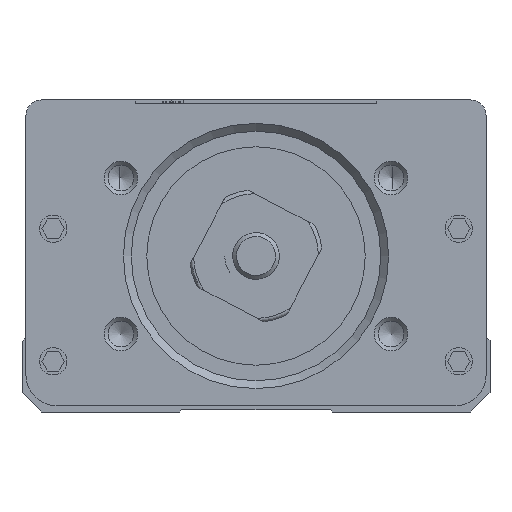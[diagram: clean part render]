
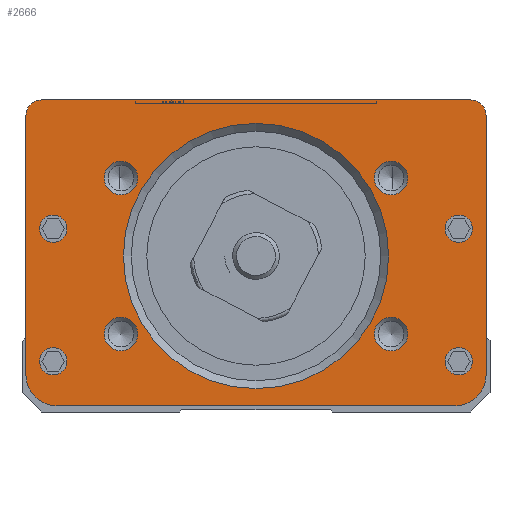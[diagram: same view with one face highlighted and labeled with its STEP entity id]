
A CAD part, front view. The second image highlights one B-rep face of the part: STEP entity #2666.
In plain terms, the highlighted face is planar.
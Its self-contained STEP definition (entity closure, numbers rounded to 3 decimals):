
#727=FACE_BOUND('',#5712,.T.);
#728=FACE_BOUND('',#5713,.T.);
#729=FACE_BOUND('',#5714,.T.);
#730=FACE_BOUND('',#5715,.T.);
#731=FACE_BOUND('',#5716,.T.);
#732=FACE_BOUND('',#5717,.T.);
#733=FACE_BOUND('',#5718,.T.);
#734=FACE_BOUND('',#5719,.T.);
#735=FACE_BOUND('',#5720,.T.);
#736=FACE_BOUND('',#5721,.T.);
#1741=CIRCLE('',#22117,4.);
#1743=CIRCLE('',#22121,4.);
#1754=CIRCLE('',#22145,2.);
#1755=CIRCLE('',#22147,2.);
#1757=CIRCLE('',#22151,2.15);
#1758=CIRCLE('',#22152,2.15);
#1759=CIRCLE('',#22153,2.15);
#1760=CIRCLE('',#22154,2.15);
#1761=CIRCLE('',#22155,17.);
#1762=CIRCLE('',#22156,1.75);
#1763=CIRCLE('',#22157,1.75);
#1764=CIRCLE('',#22158,1.75);
#1765=CIRCLE('',#22159,1.75);
#2666=ADVANCED_FACE('',(#727,#728,#729,#730,#731,#732,#733,#734,#735,#736),
#3759,.F.);
#3759=PLANE('',#22160);
#5712=EDGE_LOOP('',(#8739));
#5713=EDGE_LOOP('',(#8740));
#5714=EDGE_LOOP('',(#8741));
#5715=EDGE_LOOP('',(#8742));
#5716=EDGE_LOOP('',(#8743));
#5717=EDGE_LOOP('',(#8744));
#5718=EDGE_LOOP('',(#8745));
#5719=EDGE_LOOP('',(#8746));
#5720=EDGE_LOOP('',(#8747));
#5721=EDGE_LOOP('',(#8748,#8749,#8750,#8751,#8752,#8753,#8754,#8755));
#8739=ORIENTED_EDGE('',*,*,#15741,.T.);
#8740=ORIENTED_EDGE('',*,*,#15742,.T.);
#8741=ORIENTED_EDGE('',*,*,#15743,.T.);
#8742=ORIENTED_EDGE('',*,*,#15744,.T.);
#8743=ORIENTED_EDGE('',*,*,#15745,.T.);
#8744=ORIENTED_EDGE('',*,*,#15746,.T.);
#8745=ORIENTED_EDGE('',*,*,#15747,.T.);
#8746=ORIENTED_EDGE('',*,*,#15748,.T.);
#8747=ORIENTED_EDGE('',*,*,#15749,.T.);
#8748=ORIENTED_EDGE('',*,*,#15724,.F.);
#8749=ORIENTED_EDGE('',*,*,#15678,.F.);
#8750=ORIENTED_EDGE('',*,*,#15699,.F.);
#8751=ORIENTED_EDGE('',*,*,#15739,.F.);
#8752=ORIENTED_EDGE('',*,*,#15634,.F.);
#8753=ORIENTED_EDGE('',*,*,#15738,.F.);
#8754=ORIENTED_EDGE('',*,*,#15697,.F.);
#8755=ORIENTED_EDGE('',*,*,#15686,.F.);
#13364=VERTEX_POINT('',#31937);
#13365=VERTEX_POINT('',#31939);
#13405=VERTEX_POINT('',#32025);
#13406=VERTEX_POINT('',#32027);
#13413=VERTEX_POINT('',#32043);
#13414=VERTEX_POINT('',#32045);
#13419=VERTEX_POINT('',#32058);
#13423=VERTEX_POINT('',#32069);
#13448=VERTEX_POINT('',#32150);
#13449=VERTEX_POINT('',#32152);
#13450=VERTEX_POINT('',#32154);
#13451=VERTEX_POINT('',#32156);
#13452=VERTEX_POINT('',#32158);
#13453=VERTEX_POINT('',#32160);
#13454=VERTEX_POINT('',#32162);
#13455=VERTEX_POINT('',#32164);
#13456=VERTEX_POINT('',#32166);
#15634=EDGE_CURVE('',#13364,#13365,#18213,.T.);
#15678=EDGE_CURVE('',#13405,#13406,#1741,.T.);
#15686=EDGE_CURVE('',#13413,#13414,#1743,.T.);
#15697=EDGE_CURVE('',#13414,#13419,#18259,.T.);
#15699=EDGE_CURVE('',#13423,#13405,#18261,.T.);
#15724=EDGE_CURVE('',#13406,#13413,#18281,.T.);
#15738=EDGE_CURVE('',#13419,#13364,#1754,.T.);
#15739=EDGE_CURVE('',#13365,#13423,#1755,.T.);
#15741=EDGE_CURVE('',#13448,#13448,#1757,.T.);
#15742=EDGE_CURVE('',#13449,#13449,#1758,.T.);
#15743=EDGE_CURVE('',#13450,#13450,#1759,.T.);
#15744=EDGE_CURVE('',#13451,#13451,#1760,.T.);
#15745=EDGE_CURVE('',#13452,#13452,#1761,.T.);
#15746=EDGE_CURVE('',#13453,#13453,#1762,.T.);
#15747=EDGE_CURVE('',#13454,#13454,#1763,.T.);
#15748=EDGE_CURVE('',#13455,#13455,#1764,.T.);
#15749=EDGE_CURVE('',#13456,#13456,#1765,.T.);
#18213=LINE('',#31938,#20136);
#18259=LINE('',#32066,#20182);
#18261=LINE('',#32070,#20184);
#18281=LINE('',#32120,#20204);
#20136=VECTOR('',#25441,1.);
#20182=VECTOR('',#25535,1.);
#20184=VECTOR('',#25539,1.);
#20204=VECTOR('',#25585,1.);
#22117=AXIS2_PLACEMENT_3D('',#32026,#25505,#25506);
#22121=AXIS2_PLACEMENT_3D('',#32044,#25519,#25520);
#22145=AXIS2_PLACEMENT_3D('',#32143,#25608,#25609);
#22147=AXIS2_PLACEMENT_3D('',#32145,#25612,#25613);
#22151=AXIS2_PLACEMENT_3D('',#32149,#25620,#25621);
#22152=AXIS2_PLACEMENT_3D('',#32151,#25622,#25623);
#22153=AXIS2_PLACEMENT_3D('',#32153,#25624,#25625);
#22154=AXIS2_PLACEMENT_3D('',#32155,#25626,#25627);
#22155=AXIS2_PLACEMENT_3D('',#32157,#25628,#25629);
#22156=AXIS2_PLACEMENT_3D('',#32159,#25630,#25631);
#22157=AXIS2_PLACEMENT_3D('',#32161,#25632,#25633);
#22158=AXIS2_PLACEMENT_3D('',#32163,#25634,#25635);
#22159=AXIS2_PLACEMENT_3D('',#32165,#25636,#25637);
#22160=AXIS2_PLACEMENT_3D('',#32167,#25638,#25639);
#25441=DIRECTION('',(1.,0.,0.));
#25505=DIRECTION('',(0.,1.,0.));
#25506=DIRECTION('',(1.,0.,0.));
#25519=DIRECTION('',(0.,1.,0.));
#25520=DIRECTION('',(1.,0.,0.));
#25535=DIRECTION('',(0.,0.,1.));
#25539=DIRECTION('',(0.,0.,-1.));
#25585=DIRECTION('',(-1.,0.,0.));
#25608=DIRECTION('',(0.,1.,0.));
#25609=DIRECTION('',(0.,0.,1.));
#25612=DIRECTION('',(0.,1.,0.));
#25613=DIRECTION('',(0.,0.,1.));
#25620=DIRECTION('',(0.,1.,0.));
#25621=DIRECTION('',(0.,0.,1.));
#25622=DIRECTION('',(0.,1.,0.));
#25623=DIRECTION('',(0.,0.,1.));
#25624=DIRECTION('',(0.,1.,0.));
#25625=DIRECTION('',(0.,0.,1.));
#25626=DIRECTION('',(0.,1.,0.));
#25627=DIRECTION('',(0.,0.,1.));
#25628=DIRECTION('',(0.,1.,0.));
#25629=DIRECTION('',(0.,0.,1.));
#25630=DIRECTION('',(0.,1.,0.));
#25631=DIRECTION('',(0.,0.,1.));
#25632=DIRECTION('',(0.,1.,0.));
#25633=DIRECTION('',(0.,0.,1.));
#25634=DIRECTION('',(0.,1.,0.));
#25635=DIRECTION('',(0.,0.,1.));
#25636=DIRECTION('',(0.,1.,0.));
#25637=DIRECTION('',(0.,0.,1.));
#25638=DIRECTION('',(0.,1.,0.));
#25639=DIRECTION('',(0.,0.,-1.));
#31937=CARTESIAN_POINT('',(-27.5,-130.762,38.));
#31938=CARTESIAN_POINT('',(-25.5,-130.762,38.));
#31939=CARTESIAN_POINT('',(27.5,-130.762,38.));
#32025=CARTESIAN_POINT('',(29.5,-130.762,2.8));
#32026=CARTESIAN_POINT('',(25.5,-130.762,2.8));
#32027=CARTESIAN_POINT('',(25.5,-130.762,-1.2));
#32043=CARTESIAN_POINT('',(-25.5,-130.762,-1.2));
#32044=CARTESIAN_POINT('',(-25.5,-130.762,2.8));
#32045=CARTESIAN_POINT('',(-29.5,-130.762,2.8));
#32058=CARTESIAN_POINT('',(-29.5,-130.762,36.));
#32066=CARTESIAN_POINT('',(-29.5,-130.762,2.8));
#32069=CARTESIAN_POINT('',(29.5,-130.762,36.));
#32070=CARTESIAN_POINT('',(29.5,-130.762,39.));
#32120=CARTESIAN_POINT('',(25.5,-130.762,-1.2));
#32143=CARTESIAN_POINT('',(-27.5,-130.762,36.));
#32145=CARTESIAN_POINT('',(27.5,-130.762,36.));
#32149=CARTESIAN_POINT('',(-17.321,-130.762,28.));
#32150=CARTESIAN_POINT('',(-17.321,-130.762,30.15));
#32151=CARTESIAN_POINT('',(17.321,-130.762,8.));
#32152=CARTESIAN_POINT('',(17.321,-130.762,10.15));
#32153=CARTESIAN_POINT('',(17.321,-130.762,28.));
#32154=CARTESIAN_POINT('',(17.321,-130.762,30.15));
#32155=CARTESIAN_POINT('',(-17.321,-130.762,8.));
#32156=CARTESIAN_POINT('',(-17.321,-130.762,10.15));
#32157=CARTESIAN_POINT('',(0.,-130.762,18.));
#32158=CARTESIAN_POINT('',(0.,-130.762,35.));
#32159=CARTESIAN_POINT('',(-26.,-130.762,21.5));
#32160=CARTESIAN_POINT('',(-26.,-130.762,23.25));
#32161=CARTESIAN_POINT('',(-26.,-130.762,4.5));
#32162=CARTESIAN_POINT('',(-26.,-130.762,6.25));
#32163=CARTESIAN_POINT('',(26.,-130.762,4.5));
#32164=CARTESIAN_POINT('',(26.,-130.762,6.25));
#32165=CARTESIAN_POINT('',(26.,-130.762,21.5));
#32166=CARTESIAN_POINT('',(26.,-130.762,23.25));
#32167=CARTESIAN_POINT('',(-25.5,-130.762,2.8));
